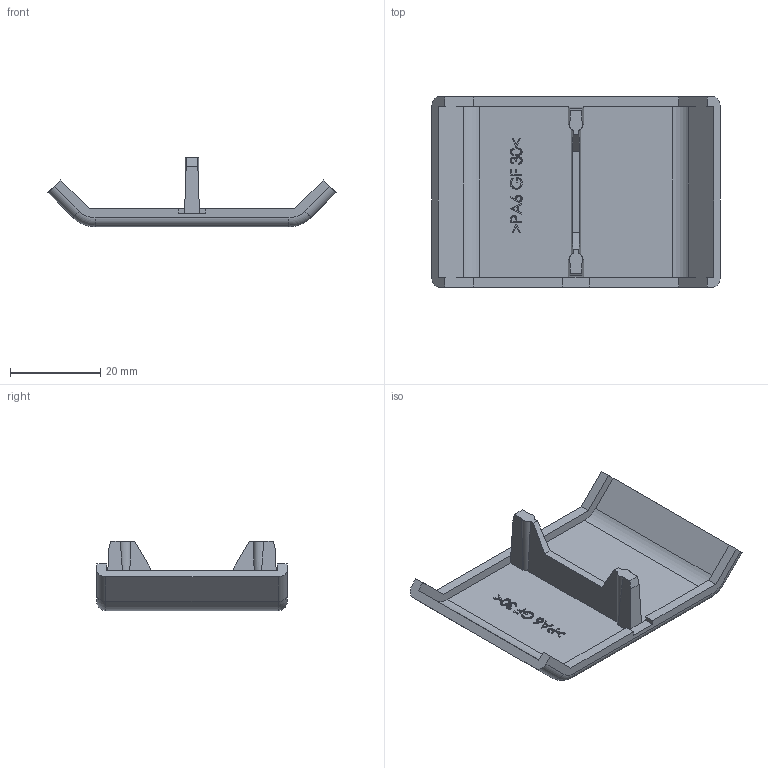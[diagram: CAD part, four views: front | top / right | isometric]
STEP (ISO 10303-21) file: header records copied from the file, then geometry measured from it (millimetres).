
FILE_DESCRIPTION(/* description */ (''),/* implementation_level */ '2;1');
FILE_NAME(/* name */ '304343Z.1.stp',/* time_stamp */ '2019-11-04T14:18:21+01:00',/* author */ ('Spacek'),/* organization */ ('Alutec K&K'),/* preprocessor_version */ 'ST-DEVELOPER v17',/* originating_system */ 'Autodesk Inventor 2018',/* authorisation */ '');
FILE_SCHEMA (('AUTOMOTIVE_DESIGN { 1 0 10303 214 3 1 1 }'));
Length unit declared in the file: millimetre
Products named in the file (1): 304343Z_new
Bounding box: 63.87 x 42.2 x 15.4 mm (x, y, z)
Volume: 6982.3 mm3; surface area: 7364.1 mm2
Topology: 1 solids, 1 shells, 175 faces, 472 edges, 312 vertices
Faces by surface type: plane 110, bspline 47, cylinder 14, torus 4
Entity records: 8299 total; most frequent: CARTESIAN_POINT 4143, ORIENTED_EDGE 944, DIRECTION 680, EDGE_CURVE 472, LINE 334, VECTOR 334, VERTEX_POINT 312, EDGE_LOOP 188
